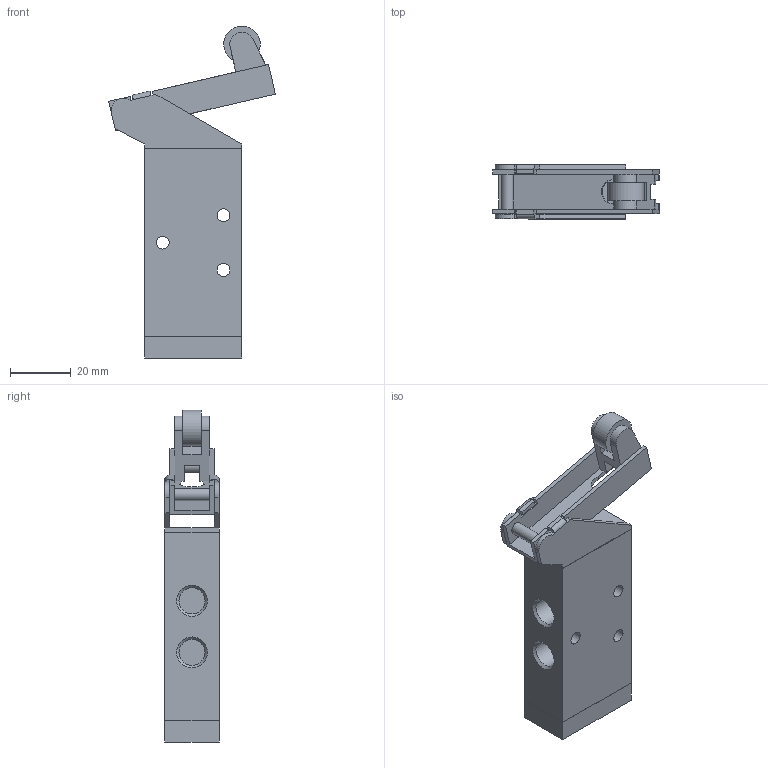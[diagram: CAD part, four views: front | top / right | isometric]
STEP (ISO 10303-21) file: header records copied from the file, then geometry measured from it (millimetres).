
FILE_DESCRIPTION((''),'2;1');
FILE_NAME('228_52_3_1.stp','2006-12-19T11:41:29',('rivolro1'),(''),'Autodesk Inventor 11','Autodesk Inventor 11','');
FILE_SCHEMA(('AUTOMOTIVE_DESIGN { 1 0 10303 214 1 1 1 1 }'));
Length unit declared in the file: millimetre
Products named in the file (3): 228_52_3_1; 228_52_3_1(A); 228_52_3_1(B)
Assembly tree (2 placements, depth 2):
  228_52_3_1
    228_52_3_1(A)
    228_52_3_1(B)
Bounding box: 54.87 x 18 x 109.33 mm (x, y, z)
Volume: 43052 mm3; surface area: 17540.4 mm2
Topology: 3 solids, 3 shells, 118 faces, 285 edges, 179 vertices
Faces by surface type: plane 80, bspline 23, cylinder 15
Full cylindrical faces by diameter (mm): 4 x2, 4.25 x3, 12 x1
Entity records: 3574 total; most frequent: CARTESIAN_POINT 832, ORIENTED_EDGE 530, DIRECTION 522, EDGE_CURVE 265, VECTOR 208, LINE 208, VERTEX_POINT 179, EDGE_LOOP 158
